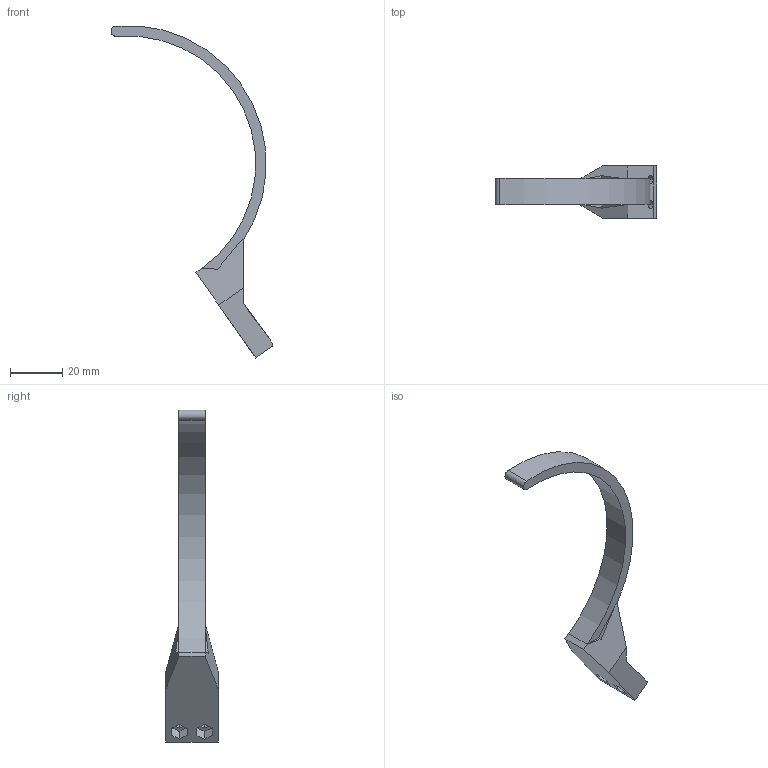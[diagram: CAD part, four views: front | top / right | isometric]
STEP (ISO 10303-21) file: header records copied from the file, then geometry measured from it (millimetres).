
FILE_DESCRIPTION (( 'STEP AP214' ), '1' );
FILE_NAME ('標俖耀倰.STEP', '2021-09-12T10:45:57', ( '' ), ( '' ), 'SwSTEP 2.0', 'SolidWorks 2020', '' );
FILE_SCHEMA (( 'AUTOMOTIVE_DESIGN' ));
Length unit declared in the file: millimetre
Products named in the file (1): 標俖耀倰
Bounding box: 62 x 20 x 127.15 mm (x, y, z)
Volume: 12486.1 mm3; surface area: 6441.5 mm2
Topology: 1 solids, 1 shells, 38 faces, 98 edges, 64 vertices
Faces by surface type: plane 30, cylinder 8
Entity records: 1184 total; most frequent: CARTESIAN_POINT 213, ORIENTED_EDGE 196, DIRECTION 184, EDGE_CURVE 98, LINE 82, VECTOR 82, VERTEX_POINT 64, AXIS2_PLACEMENT_3D 51
